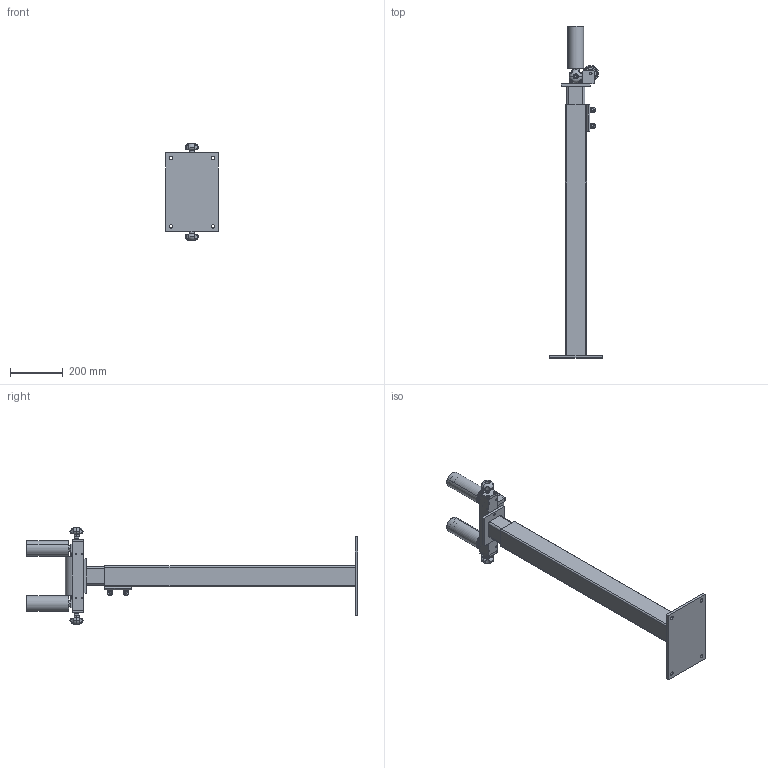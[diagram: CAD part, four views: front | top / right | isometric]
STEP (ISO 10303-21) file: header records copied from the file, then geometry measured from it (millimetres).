
FILE_DESCRIPTION (( 'STEP AP214' ), '1' );
FILE_NAME ('190828 STEP 7297+13323.STEP', '2019-08-28T10:15:33', ( '' ), ( '' ), 'SwSTEP 2.0', 'SolidWorks 2019', '' );
FILE_SCHEMA (( 'AUTOMOTIVE_DESIGN' ));
Length unit declared in the file: millimetre
Products named in the file (1): 190828 STEP 7297+13323
Bounding box: 200 x 1263 x 368.79 mm (x, y, z)
Volume: 3770124.2 mm3; surface area: 1296558.8 mm2
Topology: 48 solids, 48 shells, 1338 faces, 3132 edges, 1964 vertices
Faces by surface type: cylinder 480, plane 396, cone 192, bspline 166, torus 104
Entity records: 65039 total; most frequent: CARTESIAN_POINT 19529, ORIENTED_EDGE 6216, DIRECTION 6178, EDGE_CURVE 3108, AXIS2_PLACEMENT_3D 2425, VERTEX_POINT 1964, EDGE_LOOP 1578, UNCERTAINTY_MEASURE_WITH_UNIT 1388
